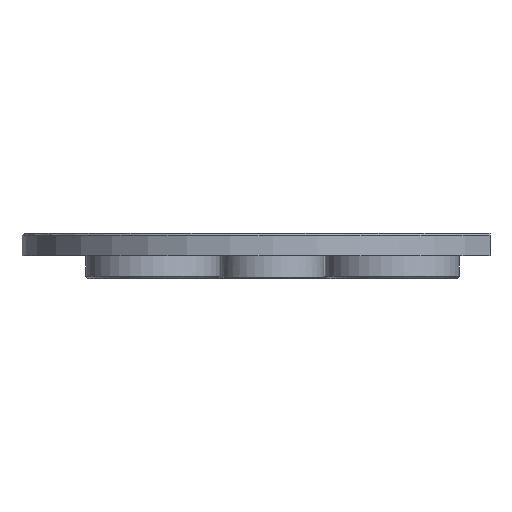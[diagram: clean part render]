
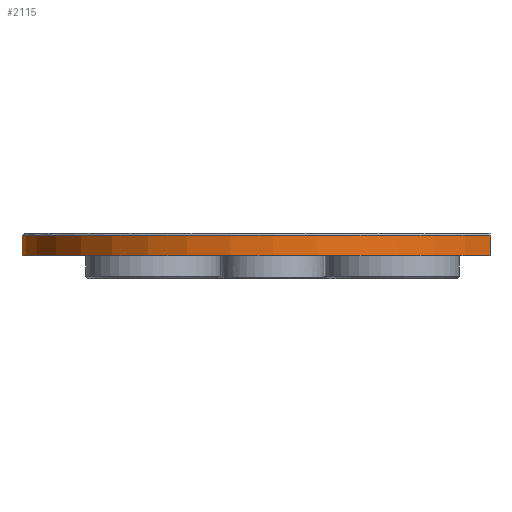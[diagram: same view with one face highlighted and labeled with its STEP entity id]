
A CAD part, front view. The second image highlights one B-rep face of the part: STEP entity #2115.
In plain terms, the highlighted cylindrical face has radius 56 mm (diameter 112 mm), a partial arc.
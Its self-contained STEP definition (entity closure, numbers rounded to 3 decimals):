
#73=CYLINDRICAL_SURFACE('',#2358,56.);
#116=LINE('',#3369,#277);
#118=LINE('',#3373,#279);
#277=VECTOR('',#2628,10.);
#279=VECTOR('',#2630,10.);
#532=FACE_OUTER_BOUND('',#681,.T.);
#681=EDGE_LOOP('',(#1714,#1715,#1716,#1717));
#821=CIRCLE('',#2277,56.);
#850=CIRCLE('',#2357,56.);
#970=VERTEX_POINT('',#3364);
#971=VERTEX_POINT('',#3368);
#972=VERTEX_POINT('',#3370);
#973=VERTEX_POINT('',#3372);
#1165=EDGE_CURVE('',#971,#970,#116,.T.);
#1167=EDGE_CURVE('',#973,#972,#118,.T.);
#1183=EDGE_CURVE('',#971,#972,#821,.T.);
#1270=EDGE_CURVE('',#973,#970,#850,.T.);
#1714=ORIENTED_EDGE('',*,*,#1167,.T.);
#1715=ORIENTED_EDGE('',*,*,#1183,.F.);
#1716=ORIENTED_EDGE('',*,*,#1165,.T.);
#1717=ORIENTED_EDGE('',*,*,#1270,.F.);
#2115=ADVANCED_FACE('',(#532),#73,.T.);
#2277=AXIS2_PLACEMENT_3D('',#3407,#2665,#2666);
#2357=AXIS2_PLACEMENT_3D('',#3588,#2881,#2882);
#2358=AXIS2_PLACEMENT_3D('',#3589,#2883,#2884);
#2628=DIRECTION('',(0.,0.,-1.));
#2630=DIRECTION('',(0.,0.,1.));
#2665=DIRECTION('center_axis',(0.,0.,1.));
#2666=DIRECTION('ref_axis',(-1.,0.,0.));
#2881=DIRECTION('center_axis',(0.,0.,-1.));
#2882=DIRECTION('ref_axis',(1.,0.,0.));
#2883=DIRECTION('center_axis',(0.,0.,1.));
#2884=DIRECTION('ref_axis',(-1.,0.,0.));
#3364=CARTESIAN_POINT('',(53.505,41.644,-4.6));
#3368=CARTESIAN_POINT('',(53.505,41.644,0.));
#3369=CARTESIAN_POINT('',(53.505,41.644,-5.));
#3370=CARTESIAN_POINT('',(53.505,-13.894,0.));
#3372=CARTESIAN_POINT('',(53.505,-13.894,-4.6));
#3373=CARTESIAN_POINT('',(53.505,-13.894,-5.));
#3407=CARTESIAN_POINT('Origin',(4.875,13.875,0.));
#3588=CARTESIAN_POINT('Origin',(4.875,13.875,-4.6));
#3589=CARTESIAN_POINT('Origin',(4.875,13.875,-5.));
